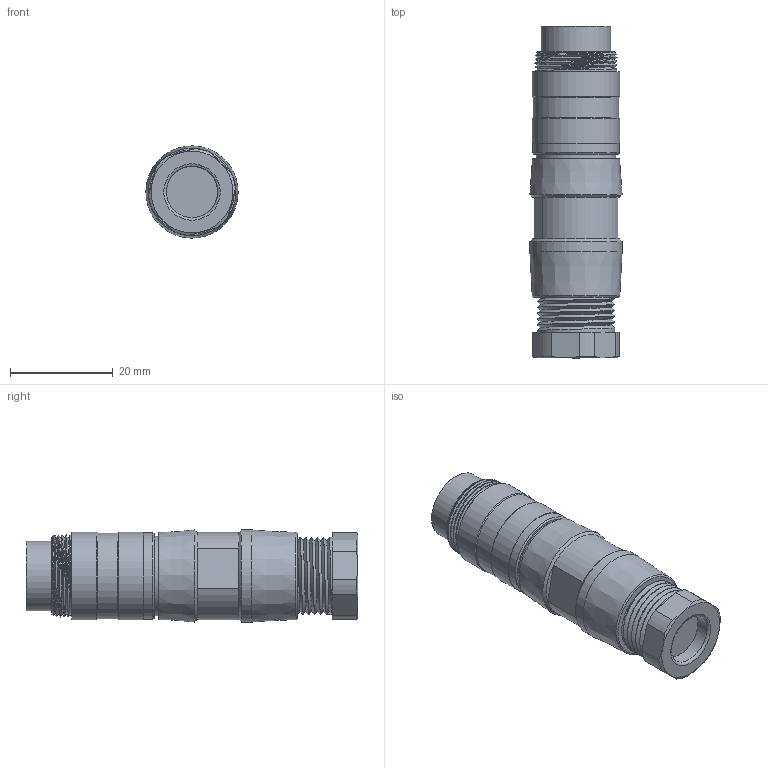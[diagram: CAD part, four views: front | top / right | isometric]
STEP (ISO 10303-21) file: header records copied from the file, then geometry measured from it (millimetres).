
FILE_DESCRIPTION(/* description */ (''),/* implementation_level */ '2;1');
FILE_NAME(/* name */ 't 3504 002 unxc001-01.stp',/* time_stamp */ '2019-07-08T17:40:58+02:00',/* author */ (''),/* organization */ (''),/* preprocessor_version */ 'ST-DEVELOPER v16.7',/* originating_system */ 'SIEMENS PLM Software NX 12.0',/* authorisation */ '');
FILE_SCHEMA (('AUTOMOTIVE_DESIGN { 1 0 10303 214 3 1 1 1 }'));
Length unit declared in the file: millimetre
Products named in the file (1): t 3504 002 unxc001-01
Bounding box: 17.99 x 64.73 x 17.99 mm (x, y, z)
Surface area: 4961.7 mm2 (no closed solid volume)
Topology: 0 solids, 1 shells, 152 faces, 357 edges, 231 vertices
Faces by surface type: plane 52, cylinder 48, cone 29, bspline 22, torus 1
Full cylindrical faces by diameter (mm): 1.475 x8, 1.5 x8, 1.82 x8, 10 x1, 13.5 x1, 15.2 x1, 15.5 x1, 16.6 x1, 16.8 x1, 17 x2, 18 x1
Entity records: 5925 total; most frequent: CARTESIAN_POINT 2682, DIRECTION 591, ORIENTED_EDGE 476, AXIS2_PLACEMENT_3D 266, EDGE_LOOP 251, EDGE_CURVE 238, FACE_BOUND 191, VERTEX_POINT 187
